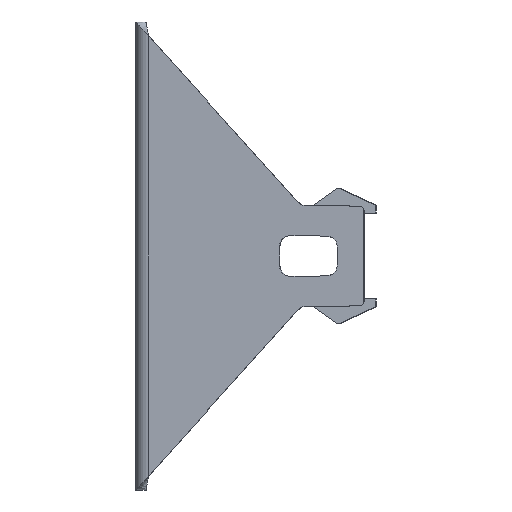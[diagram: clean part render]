
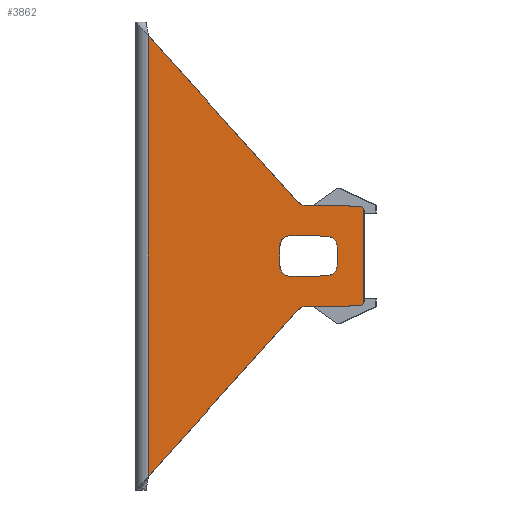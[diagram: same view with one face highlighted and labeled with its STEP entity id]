
A CAD part, left-side view. The second image highlights one B-rep face of the part: STEP entity #3862.
In plain terms, the highlighted planar face has unit normal (-1, 0.018, 0).
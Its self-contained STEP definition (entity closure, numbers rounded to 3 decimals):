
#3838=AXIS2_PLACEMENT_3D('Plane Axis2P3D',#3835,#3836,#3837) ;
#2215=CARTESIAN_POINT('Vertex',(-23.257,-5.956,44.455)) ;
#2558=CARTESIAN_POINT('Vertex',(-23.257,-5.956,-42.455)) ;
#2753=CARTESIAN_POINT('Line Origine',(-23.257,-5.956,1.)) ;
#2774=CARTESIAN_POINT('Vertex',(-23.774,-35.535,11.604)) ;
#2777=CARTESIAN_POINT('Line Origine',(-23.516,-20.746,28.029)) ;
#3315=CARTESIAN_POINT('Line Origine',(-23.516,-20.746,-26.029)) ;
#3319=CARTESIAN_POINT('Vertex',(-23.774,-35.535,-9.604)) ;
#3354=CARTESIAN_POINT('Control Point',(-24.,-48.5,9.851)) ;
#3355=CARTESIAN_POINT('Control Point',(-24.,-48.5,10.241)) ;
#3356=CARTESIAN_POINT('Control Point',(-23.996,-48.293,10.636)) ;
#3357=CARTESIAN_POINT('Control Point',(-23.99,-47.899,10.847)) ;
#3358=CARTESIAN_POINT('Control Point',(-23.983,-47.509,10.851)) ;
#3359=CARTESIAN_POINT('Vertex',(-24.,-48.5,9.851)) ;
#3361=CARTESIAN_POINT('Vertex',(-23.983,-47.509,10.851)) ;
#3390=CARTESIAN_POINT('Vertex',(-23.799,-37.004,10.943)) ;
#3393=CARTESIAN_POINT('Line Origine',(-23.891,-42.256,10.897)) ;
#3419=CARTESIAN_POINT('Control Point',(-23.774,-35.535,11.604)) ;
#3420=CARTESIAN_POINT('Control Point',(-23.779,-35.812,11.296)) ;
#3421=CARTESIAN_POINT('Control Point',(-23.785,-36.175,11.065)) ;
#3422=CARTESIAN_POINT('Control Point',(-23.792,-36.59,10.946)) ;
#3423=CARTESIAN_POINT('Control Point',(-23.799,-37.004,10.943)) ;
#3446=CARTESIAN_POINT('Control Point',(-23.774,-35.535,-9.604)) ;
#3447=CARTESIAN_POINT('Control Point',(-23.779,-35.812,-9.296)) ;
#3448=CARTESIAN_POINT('Control Point',(-23.785,-36.175,-9.065)) ;
#3449=CARTESIAN_POINT('Control Point',(-23.792,-36.59,-8.946)) ;
#3450=CARTESIAN_POINT('Control Point',(-23.799,-37.004,-8.943)) ;
#3451=CARTESIAN_POINT('Vertex',(-23.799,-37.004,-8.943)) ;
#3471=CARTESIAN_POINT('Line Origine',(-23.891,-42.256,-8.897)) ;
#3475=CARTESIAN_POINT('Vertex',(-23.983,-47.509,-8.851)) ;
#3510=CARTESIAN_POINT('Control Point',(-23.983,-47.509,-8.851)) ;
#3511=CARTESIAN_POINT('Control Point',(-23.99,-47.899,-8.847)) ;
#3512=CARTESIAN_POINT('Control Point',(-23.996,-48.292,-8.637)) ;
#3513=CARTESIAN_POINT('Control Point',(-24.,-48.5,-8.241)) ;
#3514=CARTESIAN_POINT('Control Point',(-24.,-48.5,-7.851)) ;
#3515=CARTESIAN_POINT('Vertex',(-24.,-48.5,-7.851)) ;
#3535=CARTESIAN_POINT('Line Origine',(-24.,-48.5,1.)) ;
#3552=CARTESIAN_POINT('Line Origine',(-23.909,-43.293,1.)) ;
#3556=CARTESIAN_POINT('Vertex',(-23.909,-43.293,2.725)) ;
#3558=CARTESIAN_POINT('Vertex',(-23.909,-43.293,-0.725)) ;
#3598=CARTESIAN_POINT('Control Point',(-23.909,-43.293,-0.725)) ;
#3599=CARTESIAN_POINT('Control Point',(-23.909,-43.293,-1.409)) ;
#3600=CARTESIAN_POINT('Control Point',(-23.904,-43.028,-2.093)) ;
#3601=CARTESIAN_POINT('Control Point',(-23.895,-42.497,-2.636)) ;
#3602=CARTESIAN_POINT('Control Point',(-23.883,-41.815,-2.913)) ;
#3603=CARTESIAN_POINT('Control Point',(-23.871,-41.132,-2.925)) ;
#3604=CARTESIAN_POINT('Vertex',(-23.871,-41.132,-2.925)) ;
#3624=CARTESIAN_POINT('Line Origine',(-23.81,-37.615,-2.987)) ;
#3628=CARTESIAN_POINT('Vertex',(-23.749,-34.098,-3.049)) ;
#3666=CARTESIAN_POINT('Vertex',(-23.71,-31.859,-0.849)) ;
#3670=CARTESIAN_POINT('Control Point',(-23.71,-31.859,-0.849)) ;
#3671=CARTESIAN_POINT('Control Point',(-23.71,-31.859,-1.548)) ;
#3672=CARTESIAN_POINT('Control Point',(-23.714,-32.137,-2.247)) ;
#3673=CARTESIAN_POINT('Control Point',(-23.724,-32.692,-2.796)) ;
#3674=CARTESIAN_POINT('Control Point',(-23.736,-33.399,-3.061)) ;
#3675=CARTESIAN_POINT('Control Point',(-23.749,-34.098,-3.049)) ;
#3693=CARTESIAN_POINT('Vertex',(-23.71,-31.859,2.849)) ;
#3696=CARTESIAN_POINT('Line Origine',(-23.71,-31.859,1.)) ;
#3728=CARTESIAN_POINT('Control Point',(-23.71,-31.859,2.849)) ;
#3729=CARTESIAN_POINT('Control Point',(-23.71,-31.859,3.548)) ;
#3730=CARTESIAN_POINT('Control Point',(-23.714,-32.137,4.247)) ;
#3731=CARTESIAN_POINT('Control Point',(-23.724,-32.692,4.796)) ;
#3732=CARTESIAN_POINT('Control Point',(-23.736,-33.399,5.061)) ;
#3733=CARTESIAN_POINT('Control Point',(-23.749,-34.098,5.049)) ;
#3734=CARTESIAN_POINT('Vertex',(-23.749,-34.098,5.049)) ;
#3754=CARTESIAN_POINT('Line Origine',(-23.81,-37.615,4.987)) ;
#3758=CARTESIAN_POINT('Vertex',(-23.871,-41.132,4.925)) ;
#3793=CARTESIAN_POINT('Control Point',(-23.909,-43.293,2.725)) ;
#3794=CARTESIAN_POINT('Control Point',(-23.909,-43.293,3.409)) ;
#3795=CARTESIAN_POINT('Control Point',(-23.904,-43.028,4.092)) ;
#3796=CARTESIAN_POINT('Control Point',(-23.895,-42.497,4.636)) ;
#3797=CARTESIAN_POINT('Control Point',(-23.883,-41.815,4.913)) ;
#3798=CARTESIAN_POINT('Control Point',(-23.871,-41.132,4.925)) ;
#3835=CARTESIAN_POINT('Axis2P3D Location',(-23.215,-3.5,0.)) ;
#2754=DIRECTION('Vector Direction',(0.,0.,1.)) ;
#2778=DIRECTION('Vector Direction',(-0.012,-0.669,-0.743)) ;
#3316=DIRECTION('Vector Direction',(-0.012,-0.669,0.743)) ;
#3394=DIRECTION('Vector Direction',(-0.017,-1.,-0.009)) ;
#3472=DIRECTION('Vector Direction',(-0.017,-1.,0.009)) ;
#3536=DIRECTION('Vector Direction',(0.,0.,-1.)) ;
#3553=DIRECTION('Vector Direction',(0.,0.,-1.)) ;
#3625=DIRECTION('Vector Direction',(0.017,1.,-0.018)) ;
#3697=DIRECTION('Vector Direction',(0.,0.,1.)) ;
#3755=DIRECTION('Vector Direction',(-0.017,-1.,-0.018)) ;
#3836=DIRECTION('Axis2P3D Direction',(-1.,0.017,0.)) ;
#3837=DIRECTION('Axis2P3D XDirection',(-0.017,-1.,0.)) ;
#2755=VECTOR('Line Direction',#2754,1.) ;
#2779=VECTOR('Line Direction',#2778,1.) ;
#3317=VECTOR('Line Direction',#3316,1.) ;
#3395=VECTOR('Line Direction',#3394,1.) ;
#3473=VECTOR('Line Direction',#3472,1.) ;
#3537=VECTOR('Line Direction',#3536,1.) ;
#3554=VECTOR('Line Direction',#3553,1.) ;
#3626=VECTOR('Line Direction',#3625,1.) ;
#3698=VECTOR('Line Direction',#3697,1.) ;
#3756=VECTOR('Line Direction',#3755,1.) ;
#3841=ORIENTED_EDGE('',*,*,#3363,.T.) ;
#3842=ORIENTED_EDGE('',*,*,#3397,.F.) ;
#3843=ORIENTED_EDGE('',*,*,#3424,.F.) ;
#3844=ORIENTED_EDGE('',*,*,#2781,.F.) ;
#3845=ORIENTED_EDGE('',*,*,#2757,.F.) ;
#3846=ORIENTED_EDGE('',*,*,#3321,.T.) ;
#3847=ORIENTED_EDGE('',*,*,#3453,.T.) ;
#3848=ORIENTED_EDGE('',*,*,#3477,.T.) ;
#3849=ORIENTED_EDGE('',*,*,#3517,.T.) ;
#3850=ORIENTED_EDGE('',*,*,#3539,.F.) ;
#3853=ORIENTED_EDGE('',*,*,#3560,.T.) ;
#3854=ORIENTED_EDGE('',*,*,#3606,.T.) ;
#3855=ORIENTED_EDGE('',*,*,#3630,.T.) ;
#3856=ORIENTED_EDGE('',*,*,#3676,.F.) ;
#3857=ORIENTED_EDGE('',*,*,#3700,.T.) ;
#3858=ORIENTED_EDGE('',*,*,#3736,.T.) ;
#3859=ORIENTED_EDGE('',*,*,#3760,.T.) ;
#3860=ORIENTED_EDGE('',*,*,#3799,.F.) ;
#3861=FACE_BOUND('',#3852,.T.) ;
#3862=ADVANCED_FACE('PartBody',(#3851,#3861),#3839,.T.) ;
#3353=B_SPLINE_CURVE_WITH_KNOTS('',4,(#3354,#3355,#3356,#3357,#3358),.UNSPECIFIED.,.F.,.U.,(5,5),(0.,2.771),.UNSPECIFIED.) ;
#3418=B_SPLINE_CURVE_WITH_KNOTS('',4,(#3419,#3420,#3421,#3422,#3423),.UNSPECIFIED.,.F.,.U.,(5,5),(0.,2.875),.UNSPECIFIED.) ;
#3445=B_SPLINE_CURVE_WITH_KNOTS('',4,(#3446,#3447,#3448,#3449,#3450),.UNSPECIFIED.,.F.,.U.,(5,5),(0.,2.89),.UNSPECIFIED.) ;
#3509=B_SPLINE_CURVE_WITH_KNOTS('',4,(#3510,#3511,#3512,#3513,#3514),.UNSPECIFIED.,.F.,.U.,(5,5),(0.,2.771),.UNSPECIFIED.) ;
#3597=B_SPLINE_CURVE_WITH_KNOTS('',5,(#3598,#3599,#3600,#3601,#3602,#3603),.UNSPECIFIED.,.F.,.U.,(6,6),(0.,6.022),.UNSPECIFIED.) ;
#3669=B_SPLINE_CURVE_WITH_KNOTS('',5,(#3670,#3671,#3672,#3673,#3674,#3675),.UNSPECIFIED.,.F.,.U.,(6,6),(0.,6.164),.UNSPECIFIED.) ;
#3727=B_SPLINE_CURVE_WITH_KNOTS('',5,(#3728,#3729,#3730,#3731,#3732,#3733),.UNSPECIFIED.,.F.,.U.,(6,6),(0.,6.164),.UNSPECIFIED.) ;
#3792=B_SPLINE_CURVE_WITH_KNOTS('',5,(#3793,#3794,#3795,#3796,#3797,#3798),.UNSPECIFIED.,.F.,.U.,(6,6),(0.,6.022),.UNSPECIFIED.) ;
#2757=EDGE_CURVE('',#2559,#2216,#2756,.T.) ;
#2781=EDGE_CURVE('',#2216,#2775,#2780,.T.) ;
#3321=EDGE_CURVE('',#2559,#3320,#3318,.T.) ;
#3363=EDGE_CURVE('',#3360,#3362,#3353,.T.) ;
#3397=EDGE_CURVE('',#3391,#3362,#3396,.T.) ;
#3424=EDGE_CURVE('',#2775,#3391,#3418,.T.) ;
#3453=EDGE_CURVE('',#3320,#3452,#3445,.T.) ;
#3477=EDGE_CURVE('',#3452,#3476,#3474,.T.) ;
#3517=EDGE_CURVE('',#3476,#3516,#3509,.T.) ;
#3539=EDGE_CURVE('',#3360,#3516,#3538,.T.) ;
#3560=EDGE_CURVE('',#3557,#3559,#3555,.T.) ;
#3606=EDGE_CURVE('',#3559,#3605,#3597,.T.) ;
#3630=EDGE_CURVE('',#3605,#3629,#3627,.T.) ;
#3676=EDGE_CURVE('',#3667,#3629,#3669,.T.) ;
#3700=EDGE_CURVE('',#3667,#3694,#3699,.T.) ;
#3736=EDGE_CURVE('',#3694,#3735,#3727,.T.) ;
#3760=EDGE_CURVE('',#3735,#3759,#3757,.T.) ;
#3799=EDGE_CURVE('',#3557,#3759,#3792,.T.) ;
#3840=EDGE_LOOP('',(#3841,#3842,#3843,#3844,#3845,#3846,#3847,#3848,#3849,#3850)) ;
#3852=EDGE_LOOP('',(#3853,#3854,#3855,#3856,#3857,#3858,#3859,#3860)) ;
#3851=FACE_OUTER_BOUND('',#3840,.T.) ;
#2756=LINE('Line',#2753,#2755) ;
#2780=LINE('Line',#2777,#2779) ;
#3318=LINE('Line',#3315,#3317) ;
#3396=LINE('Line',#3393,#3395) ;
#3474=LINE('Line',#3471,#3473) ;
#3538=LINE('Line',#3535,#3537) ;
#3555=LINE('Line',#3552,#3554) ;
#3627=LINE('Line',#3624,#3626) ;
#3699=LINE('Line',#3696,#3698) ;
#3757=LINE('Line',#3754,#3756) ;
#3839=PLANE('',#3838) ;
#2216=VERTEX_POINT('',#2215) ;
#2559=VERTEX_POINT('',#2558) ;
#2775=VERTEX_POINT('',#2774) ;
#3320=VERTEX_POINT('',#3319) ;
#3360=VERTEX_POINT('',#3359) ;
#3362=VERTEX_POINT('',#3361) ;
#3391=VERTEX_POINT('',#3390) ;
#3452=VERTEX_POINT('',#3451) ;
#3476=VERTEX_POINT('',#3475) ;
#3516=VERTEX_POINT('',#3515) ;
#3557=VERTEX_POINT('',#3556) ;
#3559=VERTEX_POINT('',#3558) ;
#3605=VERTEX_POINT('',#3604) ;
#3629=VERTEX_POINT('',#3628) ;
#3667=VERTEX_POINT('',#3666) ;
#3694=VERTEX_POINT('',#3693) ;
#3735=VERTEX_POINT('',#3734) ;
#3759=VERTEX_POINT('',#3758) ;
